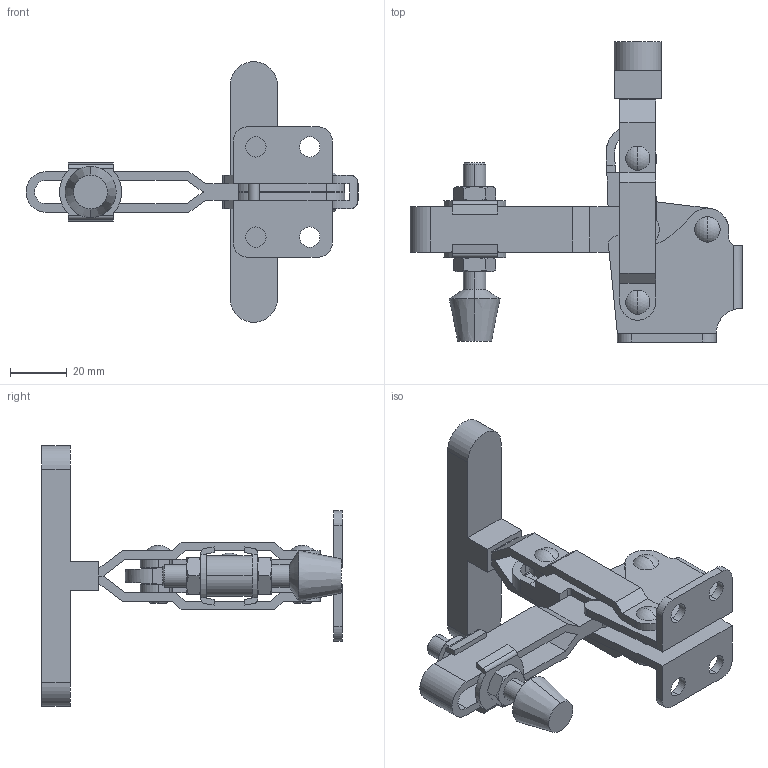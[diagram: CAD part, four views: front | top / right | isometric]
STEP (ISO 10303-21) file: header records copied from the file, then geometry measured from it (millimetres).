
FILE_DESCRIPTION (( 'STEP AP214' ), '1' );
FILE_NAME ('GH-12131(Â²¤Æ).STEP', '2020-04-30T00:26:23', ( 'LinWei' ), ( '' ), 'SwSTEP 2.0', 'SolidWorks 2016', '' );
FILE_SCHEMA (( 'AUTOMOTIVE_DESIGN' ));
Length unit declared in the file: millimetre
Products named in the file (6): Group2^GH-12131(簡化); GH-12131(簡化); Group1^EMC12141; 11213009-1^GH-12131(簡化); Group5^GH-12131(簡化); Group4^GH-12131(簡化)
Assembly tree (5 placements, depth 2):
  GH-12131(簡化)
    Group2^GH-12131(簡化)
    Group4^GH-12131(簡化)
    Group5^GH-12131(簡化)
    11213009-1^GH-12131(簡化)
    Group1^EMC12141
Bounding box: 117.19 x 106 x 92 mm (x, y, z)
Volume: 59367.4 mm3; surface area: 37881.7 mm2
Topology: 5 solids, 5 shells, 307 faces, 800 edges, 520 vertices
Faces by surface type: plane 155, cylinder 99, cone 32, torus 12, sphere 8, bspline 1
Entity records: 11239 total; most frequent: CARTESIAN_POINT 1984, DIRECTION 1648, ORIENTED_EDGE 1600, EDGE_CURVE 800, AXIS2_PLACEMENT_3D 592, VERTEX_POINT 520, VECTOR 464, LINE 464
